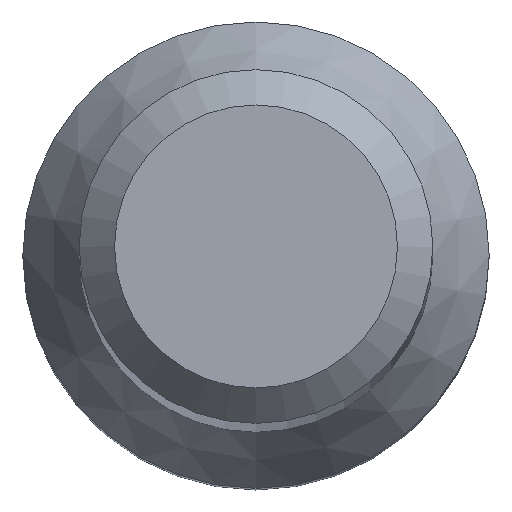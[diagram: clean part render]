
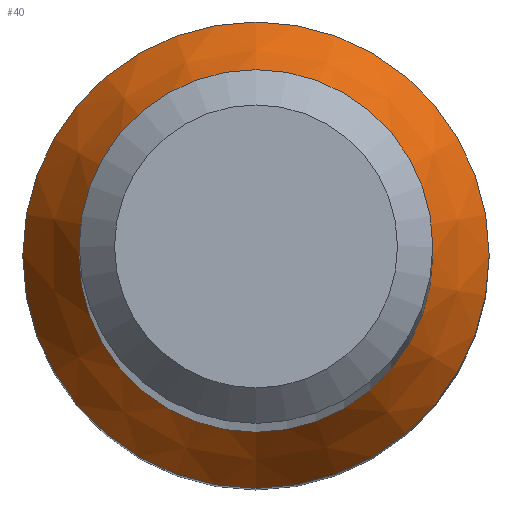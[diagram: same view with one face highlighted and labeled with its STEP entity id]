
A CAD part, top view. The second image highlights one B-rep face of the part: STEP entity #40.
In plain terms, the highlighted conical face has half-angle 30 degrees and reference radius 3.955 mm.
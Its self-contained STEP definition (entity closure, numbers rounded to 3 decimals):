
#2 = ORIENTED_EDGE ( 'NONE', *, *, #15, .F. ) ;
#15 = EDGE_CURVE ( 'NONE', #60, #60, #232, .T. ) ;
#17 = VERTEX_POINT ( 'NONE', #167 ) ;
#37 = EDGE_CURVE ( 'NONE', #17, #17, #227, .T. ) ;
#40 = ADVANCED_FACE ( 'NONE', ( #96, #148 ), #221, .T. ) ;
#55 = DIRECTION ( 'NONE',  ( 0., 1., 0. ) ) ;
#59 = AXIS2_PLACEMENT_3D ( 'NONE', #89, #80, #55 ) ;
#60 = VERTEX_POINT ( 'NONE', #92 ) ;
#67 = AXIS2_PLACEMENT_3D ( 'NONE', #179, #201, #197 ) ;
#69 = EDGE_LOOP ( 'NONE', ( #144 ) ) ;
#80 = DIRECTION ( 'NONE',  ( 0., 0., -1. ) ) ;
#89 = CARTESIAN_POINT ( 'NONE',  ( 0., 0., 16.338 ) ) ;
#92 = CARTESIAN_POINT ( 'NONE',  ( 0., 3.955, 16.338 ) ) ;
#96 = FACE_BOUND ( 'NONE', #69, .T. ) ;
#109 = CARTESIAN_POINT ( 'NONE',  ( 0., 0., 17.992 ) ) ;
#114 = DIRECTION ( 'NONE',  ( 0., 0., -1. ) ) ;
#143 = AXIS2_PLACEMENT_3D ( 'NONE', #109, #114, #205 ) ;
#144 = ORIENTED_EDGE ( 'NONE', *, *, #37, .T. ) ;
#148 = FACE_OUTER_BOUND ( 'NONE', #214, .T. ) ;
#167 = CARTESIAN_POINT ( 'NONE',  ( 0., 3., 17.992 ) ) ;
#179 = CARTESIAN_POINT ( 'NONE',  ( 0., 0., 16.338 ) ) ;
#197 = DIRECTION ( 'NONE',  ( 0., 1., 0. ) ) ;
#201 = DIRECTION ( 'NONE',  ( 0., 0., -1. ) ) ;
#205 = DIRECTION ( 'NONE',  ( 0., 1., 0. ) ) ;
#214 = EDGE_LOOP ( 'NONE', ( #2 ) ) ;
#221 = CONICAL_SURFACE ( 'NONE', #59, 3.955, 0.524 ) ;
#227 = CIRCLE ( 'NONE', #143, 3. ) ;
#232 = CIRCLE ( 'NONE', #67, 3.955 ) ;
